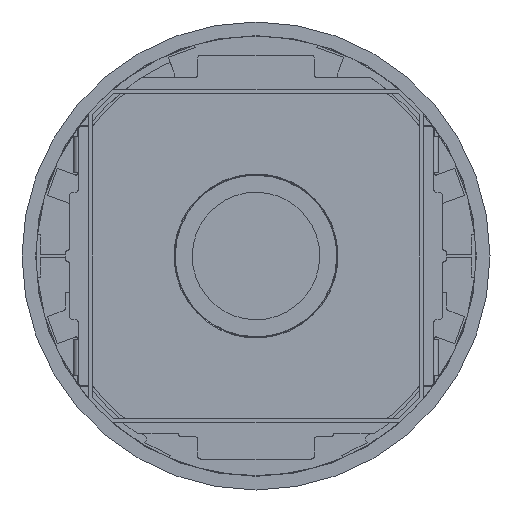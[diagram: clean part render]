
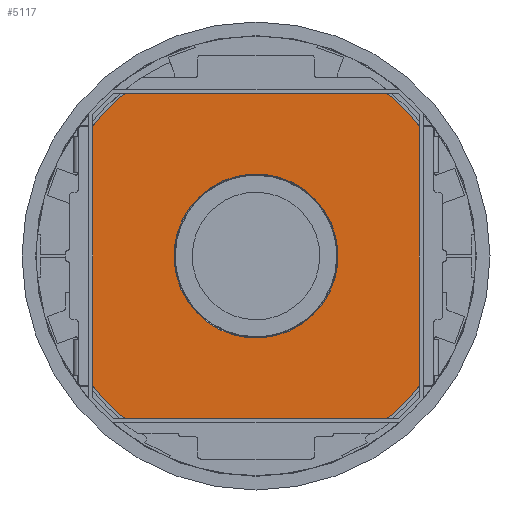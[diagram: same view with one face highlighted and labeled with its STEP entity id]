
A CAD part, front view. The second image highlights one B-rep face of the part: STEP entity #5117.
In plain terms, the highlighted planar face has unit normal (0, -1, 0).
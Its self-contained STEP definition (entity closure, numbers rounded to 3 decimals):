
#369 = EDGE_CURVE ( 'NONE', #11262, #6009, #907, .T. ) ;
#771 = CARTESIAN_POINT ( 'NONE',  ( 0., -12., -57. ) ) ;
#797 = ORIENTED_EDGE ( 'NONE', *, *, #1696, .T. ) ;
#859 = CIRCLE ( 'NONE', #8799, 148. ) ;
#907 = CIRCLE ( 'NONE', #4026, 57. ) ;
#1100 = DIRECTION ( 'NONE',  ( 0., -1., 0. ) ) ;
#1696 = EDGE_CURVE ( 'NONE', #6009, #11262, #1834, .T. ) ;
#1834 = CIRCLE ( 'NONE', #8687, 57. ) ;
#2974 = CARTESIAN_POINT ( 'NONE',  ( 0., -12., 148. ) ) ;
#2994 = DIRECTION ( 'NONE',  ( 0., 0., -1. ) ) ;
#3320 = CARTESIAN_POINT ( 'NONE',  ( 0., -12., 57. ) ) ;
#4026 = AXIS2_PLACEMENT_3D ( 'NONE', #10902, #7535, #9323 ) ;
#4108 = CARTESIAN_POINT ( 'NONE',  ( 0., -12., 0. ) ) ;
#4200 = DIRECTION ( 'NONE',  ( 0., 0., -1. ) ) ;
#4326 = VERTEX_POINT ( 'NONE', #5504 ) ;
#4592 = AXIS2_PLACEMENT_3D ( 'NONE', #11305, #7826, #10330 ) ;
#5117 = ADVANCED_FACE ( 'NONE', ( #10463, #10509 ), #9403, .T. ) ;
#5504 = CARTESIAN_POINT ( 'NONE',  ( 0., -12., -148. ) ) ;
#5774 = EDGE_LOOP ( 'NONE', ( #7720, #797 ) ) ;
#5900 = AXIS2_PLACEMENT_3D ( 'NONE', #7046, #8664, #4200 ) ;
#5930 = DIRECTION ( 'NONE',  ( 0., 0., -1. ) ) ;
#5983 = EDGE_CURVE ( 'NONE', #4326, #7078, #9430, .T. ) ;
#6009 = VERTEX_POINT ( 'NONE', #3320 ) ;
#6436 = ORIENTED_EDGE ( 'NONE', *, *, #5983, .T. ) ;
#6511 = DIRECTION ( 'NONE',  ( 0., 1., 0. ) ) ;
#7046 = CARTESIAN_POINT ( 'NONE',  ( 0., -12., 0. ) ) ;
#7078 = VERTEX_POINT ( 'NONE', #2974 ) ;
#7535 = DIRECTION ( 'NONE',  ( 0., 1., 0. ) ) ;
#7720 = ORIENTED_EDGE ( 'NONE', *, *, #369, .T. ) ;
#7826 = DIRECTION ( 'NONE',  ( 0., -1., 0. ) ) ;
#8062 = EDGE_CURVE ( 'NONE', #7078, #4326, #859, .T. ) ;
#8664 = DIRECTION ( 'NONE',  ( 0., -1., 0. ) ) ;
#8687 = AXIS2_PLACEMENT_3D ( 'NONE', #4108, #6511, #5930 ) ;
#8799 = AXIS2_PLACEMENT_3D ( 'NONE', #10764, #1100, #2994 ) ;
#9323 = DIRECTION ( 'NONE',  ( 0., 0., -1. ) ) ;
#9403 = PLANE ( 'NONE',  #4592 ) ;
#9430 = CIRCLE ( 'NONE', #5900, 148. ) ;
#10330 = DIRECTION ( 'NONE',  ( 0., 0., -1. ) ) ;
#10463 = FACE_BOUND ( 'NONE', #5774, .T. ) ;
#10509 = FACE_OUTER_BOUND ( 'NONE', #10728, .T. ) ;
#10728 = EDGE_LOOP ( 'NONE', ( #11119, #6436 ) ) ;
#10764 = CARTESIAN_POINT ( 'NONE',  ( 0., -12., 0. ) ) ;
#10902 = CARTESIAN_POINT ( 'NONE',  ( 0., -12., 0. ) ) ;
#11119 = ORIENTED_EDGE ( 'NONE', *, *, #8062, .T. ) ;
#11262 = VERTEX_POINT ( 'NONE', #771 ) ;
#11305 = CARTESIAN_POINT ( 'NONE',  ( 0., -12., 0. ) ) ;
